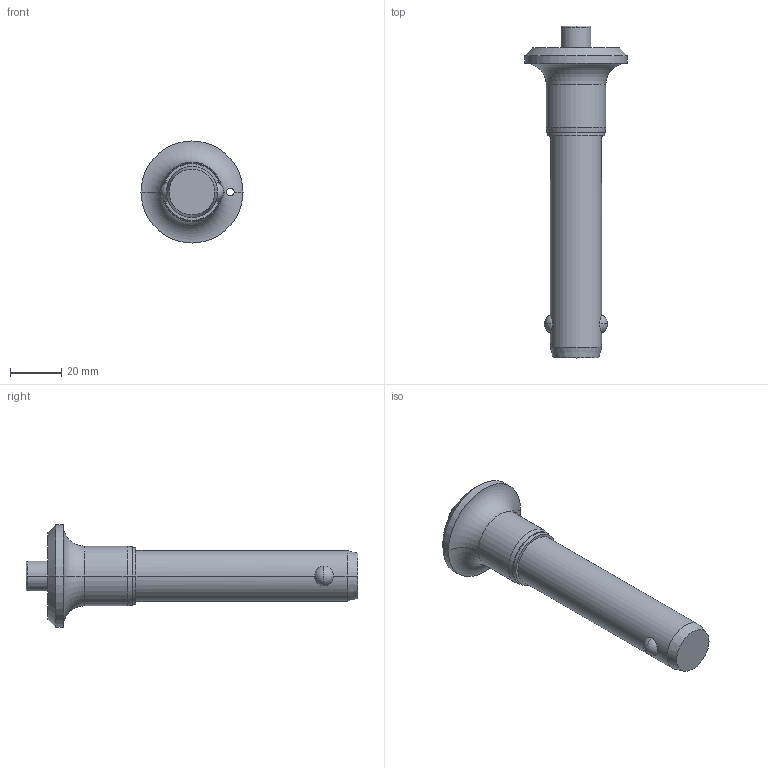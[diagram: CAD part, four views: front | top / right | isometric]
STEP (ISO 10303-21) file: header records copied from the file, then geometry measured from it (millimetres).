
FILE_DESCRIPTION(('STEP AP214'),'1');
FILE_NAME('HALDERN_EH_22350_0291.stp','2017-11-08T12:39:25',('TraceParts'),('TraceParts S.A.'),'Spatial InterOp 3D',' ',' ');
FILE_SCHEMA(('automotive_design'));
Length unit declared in the file: millimetre
Products named in the file (1): HALDERN_EH_22350_0291
Bounding box: 40 x 130.1 x 40 mm (x, y, z)
Volume: 48638 mm3; surface area: 10685.4 mm2
Topology: 1 solids, 1 shells, 31 faces, 70 edges, 43 vertices
Faces by surface type: cylinder 12, cone 6, plane 5, torus 4, sphere 4
Entity records: 1352 total; most frequent: CARTESIAN_POINT 365, DIRECTION 164, ORIENTED_EDGE 140, AXIS2_PLACEMENT_3D 72, EDGE_CURVE 70, VERTEX_POINT 43, CIRCLE 40, EDGE_LOOP 35
